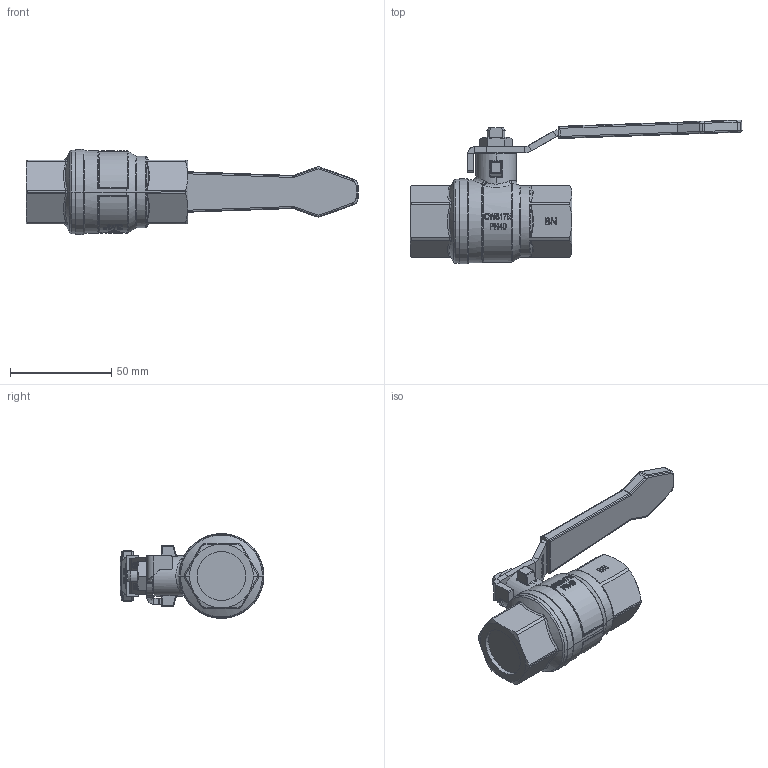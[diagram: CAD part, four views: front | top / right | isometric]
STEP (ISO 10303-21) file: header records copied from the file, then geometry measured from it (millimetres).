
FILE_DESCRIPTION(('STEP AP214'),'1');
FILE_NAME('valve_960-3_4.stp','2018-06-14T14:56:15',('TraceParts'),('TraceParts S.A.'),'Spatial InterOp 3D',' ',' ');
FILE_SCHEMA(('automotive_design'));
Length unit declared in the file: millimetre
Products named in the file (1): valve_960-3_4
Bounding box: 164.03 x 71.11 x 42 mm (x, y, z)
Volume: 100706.4 mm3; surface area: 20016.8 mm2
Topology: 1 solids, 1 shells, 1445 faces, 3828 edges, 2487 vertices
Faces by surface type: plane 574, bspline 565, cylinder 209, torus 51, cone 34, sphere 12
Entity records: 64438 total; most frequent: CARTESIAN_POINT 20624, ORIENTED_EDGE 7628, DIRECTION 5026, EDGE_CURVE 3814, VERTEX_POINT 2487, LINE 1932, VECTOR 1932, EDGE_LOOP 1563
